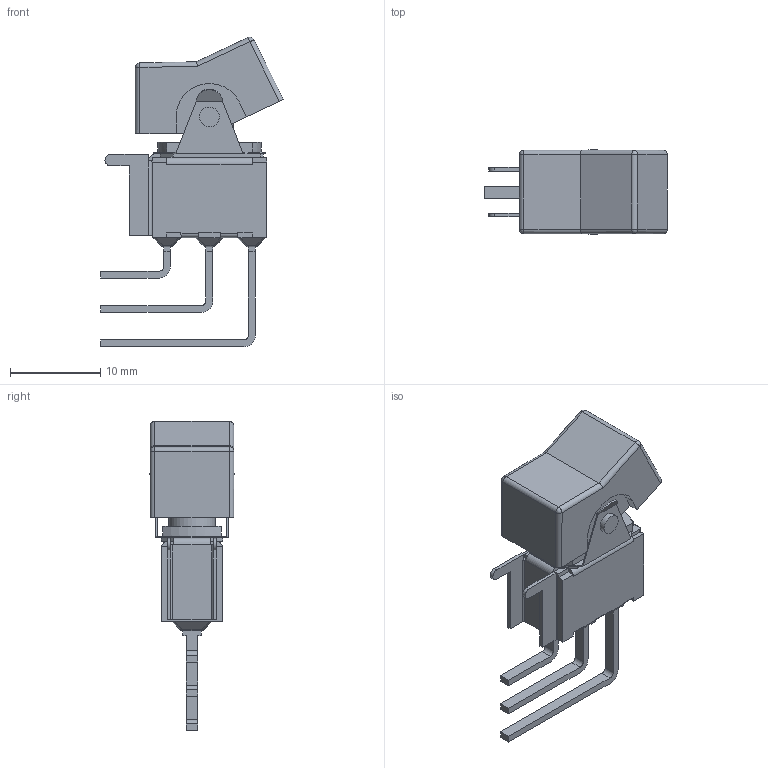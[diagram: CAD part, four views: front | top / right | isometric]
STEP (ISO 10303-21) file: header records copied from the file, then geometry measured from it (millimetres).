
FILE_DESCRIPTION((' '),'2;1');
FILE_NAME('300SPxJ1xxxM7xE.stp','2017-08-03T13:37:57',(' '),(' '),' ','ACIS',' ');
FILE_SCHEMA(('CONFIG_CONTROL_DESIGN'));
Length unit declared in the file: inch
Products named in the file (1): 300SPxJ1xxxM7xE.stp
Bounding box: 20.28 x 9.45 x 34.33 mm (x, y, z)
Volume: 1626 mm3; surface area: 2135 mm2
Topology: 1 solids, 5 shells, 317 faces, 783 edges, 480 vertices
Faces by surface type: plane 228, cylinder 73, sphere 16
Full cylindrical faces by diameter (mm): 2.2 x4, 3.2 x1, 5.2 x1
Entity records: 9234 total; most frequent: CARTESIAN_POINT 1573, DIRECTION 1563, ORIENTED_EDGE 1550, EDGE_CURVE 775, VECTOR 623, LINE 623, VERTEX_POINT 480, AXIS2_PLACEMENT_3D 470
